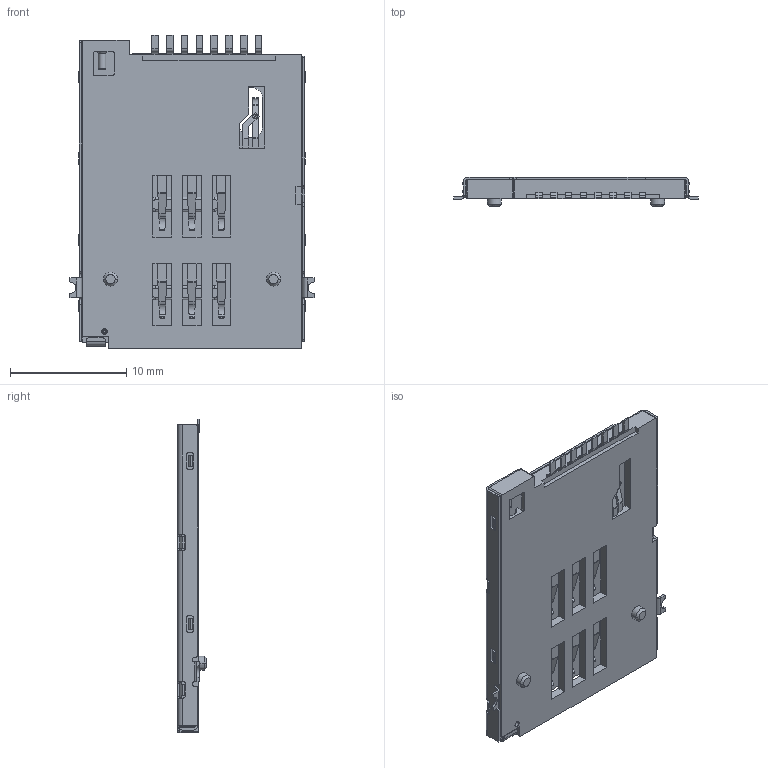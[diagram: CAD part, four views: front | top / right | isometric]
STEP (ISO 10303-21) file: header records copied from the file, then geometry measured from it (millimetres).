
FILE_DESCRIPTION((''),'2;1');
FILE_NAME('115A-ADA0-R02_C_4','2018-05-18T',('fros.liao'),(''),'CREO PARAMETRIC BY PTC INC, 2015200','CREO PARAMETRIC BY PTC INC, 2015200','');
FILE_SCHEMA(('CONFIG_CONTROL_DESIGN'));
Length unit declared in the file: millimetre
Products named in the file (1): 115A-ADA0-R02_C_4
Bounding box: 20.95 x 2.54 x 26.95 mm (x, y, z)
Volume: 457.7 mm3; surface area: 2310.2 mm2
Topology: 1 solids, 1 shells, 927 faces, 2402 edges, 1485 vertices
Faces by surface type: plane 480, cylinder 331, bspline 52, torus 40, sphere 14, cone 10
Entity records: 30345 total; most frequent: CARTESIAN_POINT 7792, ORIENTED_EDGE 4796, DIRECTION 4562, EDGE_CURVE 2398, VECTOR 1574, LINE 1574, AXIS2_PLACEMENT_3D 1494, VERTEX_POINT 1485
